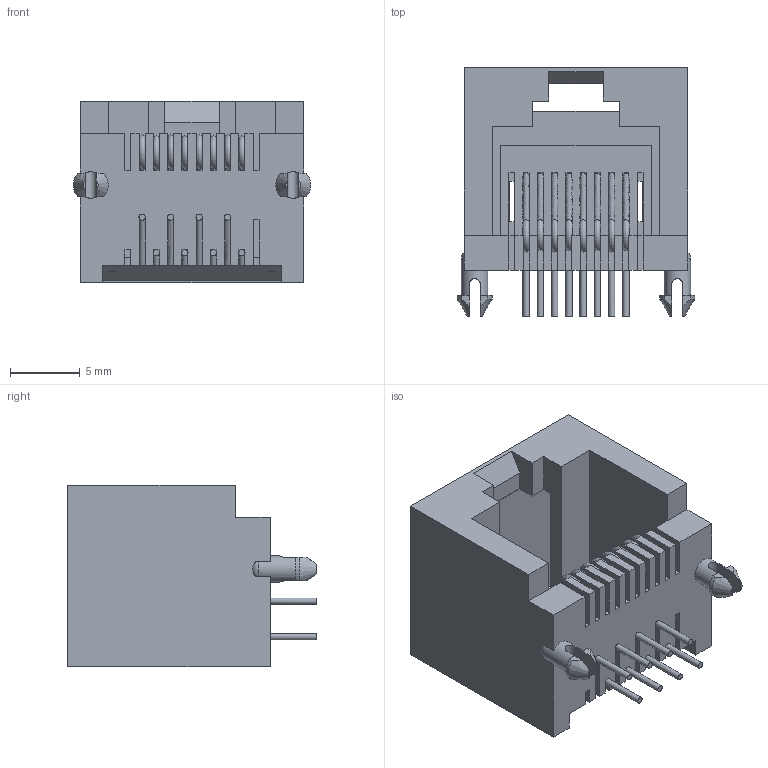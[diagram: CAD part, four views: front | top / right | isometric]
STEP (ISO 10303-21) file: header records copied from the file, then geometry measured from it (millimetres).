
FILE_DESCRIPTION (( 'STEP AP214' ), '1' );
FILE_NAME ('942.STEP', '2021-02-23T18:28:50', ( '' ), ( '' ), 'SwSTEP 2.0', 'SolidWorks 2013', '' );
FILE_SCHEMA (( 'AUTOMOTIVE_DESIGN' ));
Length unit declared in the file: millimetre
Products named in the file (1): 942
Bounding box: 16.99 x 17.8 x 13 mm (x, y, z)
Volume: 1408.9 mm3; surface area: 2492.7 mm2
Topology: 1 solids, 1 shells, 319 faces, 1086 edges, 700 vertices
Faces by surface type: plane 257, cylinder 24, torus 18, bspline 16, cone 4
Full cylindrical faces by diameter (mm): 0.45 x16, 1.89 x2
Entity records: 14572 total; most frequent: CARTESIAN_POINT 4858, ORIENTED_EDGE 2052, DIRECTION 1592, EDGE_CURVE 1026, LINE 760, VECTOR 760, VERTEX_POINT 690, EDGE_LOOP 430
